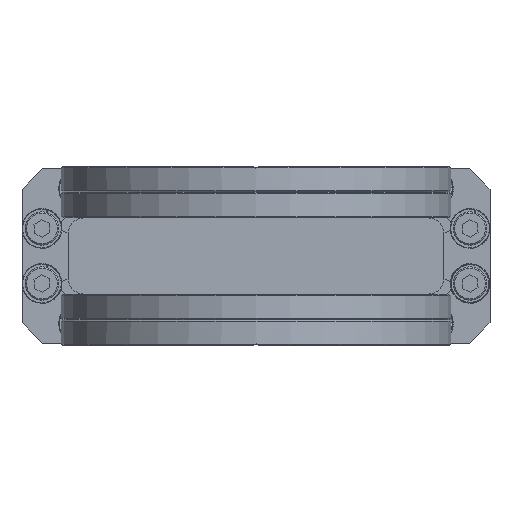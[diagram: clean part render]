
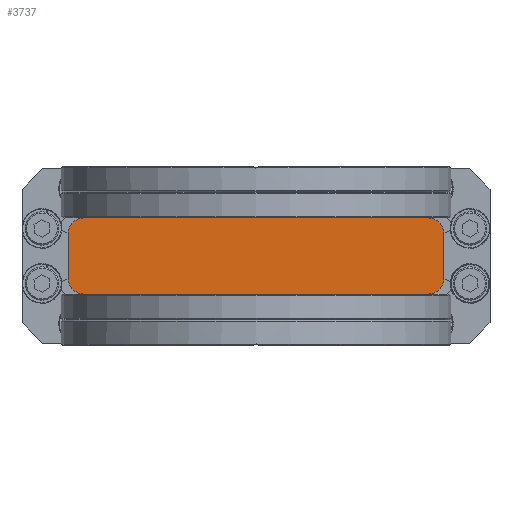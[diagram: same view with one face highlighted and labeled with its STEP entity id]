
A CAD part, front view. The second image highlights one B-rep face of the part: STEP entity #3737.
In plain terms, the highlighted planar face has unit normal (0, -1, 0).
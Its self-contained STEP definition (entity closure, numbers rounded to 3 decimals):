
#25 = ORIENTED_EDGE ( 'NONE', *, *, #12153, .T. ) ;
#474 = VECTOR ( 'NONE', #1730, 1000. ) ;
#946 = VERTEX_POINT ( 'NONE', #36635 ) ;
#1078 = VECTOR ( 'NONE', #13589, 1000. ) ;
#1730 = DIRECTION ( 'NONE',  ( 0., 0., 1. ) ) ;
#1833 = EDGE_CURVE ( 'NONE', #946, #6124, #28531, .T. ) ;
#1835 = CIRCLE ( 'NONE', #22243, 6. ) ;
#1960 = CARTESIAN_POINT ( 'NONE',  ( 73., -5., -8.8 ) ) ;
#3737 = ADVANCED_FACE ( 'NONE', ( #23192 ), #35494, .T. ) ;
#4158 = AXIS2_PLACEMENT_3D ( 'NONE', #20675, #27288, #11092 ) ;
#6124 = VERTEX_POINT ( 'NONE', #38157 ) ;
#6437 = VERTEX_POINT ( 'NONE', #36182 ) ;
#6549 = CARTESIAN_POINT ( 'NONE',  ( -67., -5., 8.8 ) ) ;
#6875 = EDGE_CURVE ( 'NONE', #7960, #7463, #31339, .T. ) ;
#7463 = VERTEX_POINT ( 'NONE', #20528 ) ;
#7960 = VERTEX_POINT ( 'NONE', #15324 ) ;
#10446 = EDGE_CURVE ( 'NONE', #36651, #7960, #15348, .T. ) ;
#10920 = CARTESIAN_POINT ( 'NONE',  ( -67., -5., -8.8 ) ) ;
#11001 = EDGE_CURVE ( 'NONE', #6124, #12873, #1835, .T. ) ;
#11092 = DIRECTION ( 'NONE',  ( 0., 0., -1. ) ) ;
#12153 = EDGE_CURVE ( 'NONE', #6437, #946, #28438, .T. ) ;
#12319 = LINE ( 'NONE', #21486, #19531 ) ;
#12400 = ORIENTED_EDGE ( 'NONE', *, *, #1833, .T. ) ;
#12873 = VERTEX_POINT ( 'NONE', #16898 ) ;
#13589 = DIRECTION ( 'NONE',  ( -1., 0., 0. ) ) ;
#15324 = CARTESIAN_POINT ( 'NONE',  ( 73., -5., 8.8 ) ) ;
#15348 = LINE ( 'NONE', #38119, #474 ) ;
#16480 = ORIENTED_EDGE ( 'NONE', *, *, #17070, .T. ) ;
#16625 = CARTESIAN_POINT ( 'NONE',  ( 67., -5., -8.8 ) ) ;
#16898 = CARTESIAN_POINT ( 'NONE',  ( -67., -5., -14.8 ) ) ;
#17012 = CARTESIAN_POINT ( 'NONE',  ( -67., -5., 14.8 ) ) ;
#17070 = EDGE_CURVE ( 'NONE', #33454, #36651, #25606, .T. ) ;
#17334 = EDGE_CURVE ( 'NONE', #12873, #33454, #12319, .T. ) ;
#17524 = DIRECTION ( 'NONE',  ( 0., 0., -1. ) ) ;
#19182 = DIRECTION ( 'NONE',  ( 0., 0., -1. ) ) ;
#19326 = DIRECTION ( 'NONE',  ( 0., -1., 0. ) ) ;
#19531 = VECTOR ( 'NONE', #22112, 1000. ) ;
#19597 = DIRECTION ( 'NONE',  ( 0., -1., 0. ) ) ;
#20528 = CARTESIAN_POINT ( 'NONE',  ( 67., -5., 14.8 ) ) ;
#20675 = CARTESIAN_POINT ( 'NONE',  ( 67., -5., 8.8 ) ) ;
#21486 = CARTESIAN_POINT ( 'NONE',  ( -67., -5., -14.8 ) ) ;
#22032 = CARTESIAN_POINT ( 'NONE',  ( 67., -5., -14.8 ) ) ;
#22112 = DIRECTION ( 'NONE',  ( 1., 0., 0. ) ) ;
#22185 = VECTOR ( 'NONE', #38285, 1000. ) ;
#22243 = AXIS2_PLACEMENT_3D ( 'NONE', #10920, #27725, #17524 ) ;
#23192 = FACE_OUTER_BOUND ( 'NONE', #35112, .T. ) ;
#23418 = ORIENTED_EDGE ( 'NONE', *, *, #11001, .T. ) ;
#24255 = AXIS2_PLACEMENT_3D ( 'NONE', #6549, #19326, #36147 ) ;
#25606 = CIRCLE ( 'NONE', #40522, 6. ) ;
#26460 = ORIENTED_EDGE ( 'NONE', *, *, #17334, .T. ) ;
#27288 = DIRECTION ( 'NONE',  ( 0., -1., 0. ) ) ;
#27725 = DIRECTION ( 'NONE',  ( 0., -1., 0. ) ) ;
#28276 = CARTESIAN_POINT ( 'NONE',  ( -67., -5., 8.8 ) ) ;
#28438 = CIRCLE ( 'NONE', #39960, 6. ) ;
#28531 = LINE ( 'NONE', #41466, #22185 ) ;
#29451 = ORIENTED_EDGE ( 'NONE', *, *, #10446, .T. ) ;
#31339 = CIRCLE ( 'NONE', #4158, 6. ) ;
#31663 = DIRECTION ( 'NONE',  ( 0., -1., 0. ) ) ;
#33454 = VERTEX_POINT ( 'NONE', #22032 ) ;
#34652 = DIRECTION ( 'NONE',  ( 0., 0., -1. ) ) ;
#35112 = EDGE_LOOP ( 'NONE', ( #35152, #35853, #25, #12400, #23418, #26460, #16480, #29451 ) ) ;
#35152 = ORIENTED_EDGE ( 'NONE', *, *, #6875, .T. ) ;
#35494 = PLANE ( 'NONE',  #24255 ) ;
#35853 = ORIENTED_EDGE ( 'NONE', *, *, #40748, .T. ) ;
#35918 = LINE ( 'NONE', #17012, #1078 ) ;
#36147 = DIRECTION ( 'NONE',  ( 0., 0., -1. ) ) ;
#36182 = CARTESIAN_POINT ( 'NONE',  ( -67., -5., 14.8 ) ) ;
#36635 = CARTESIAN_POINT ( 'NONE',  ( -73., -5., 8.8 ) ) ;
#36651 = VERTEX_POINT ( 'NONE', #1960 ) ;
#38119 = CARTESIAN_POINT ( 'NONE',  ( 73., -5., 8.8 ) ) ;
#38157 = CARTESIAN_POINT ( 'NONE',  ( -73., -5., -8.8 ) ) ;
#38285 = DIRECTION ( 'NONE',  ( 0., 0., -1. ) ) ;
#39960 = AXIS2_PLACEMENT_3D ( 'NONE', #28276, #31663, #34652 ) ;
#40522 = AXIS2_PLACEMENT_3D ( 'NONE', #16625, #19597, #19182 ) ;
#40748 = EDGE_CURVE ( 'NONE', #7463, #6437, #35918, .T. ) ;
#41466 = CARTESIAN_POINT ( 'NONE',  ( -73., -5., 8.8 ) ) ;
